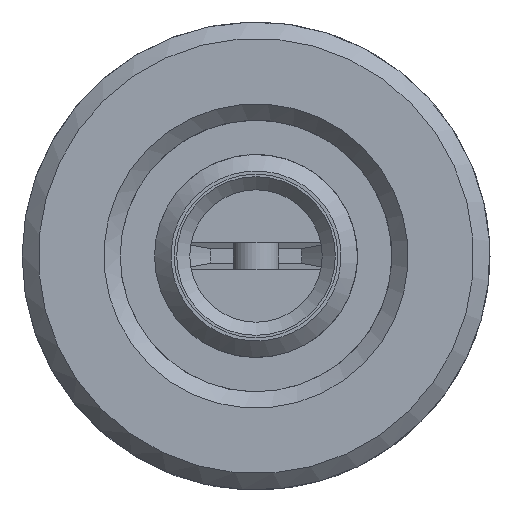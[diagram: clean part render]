
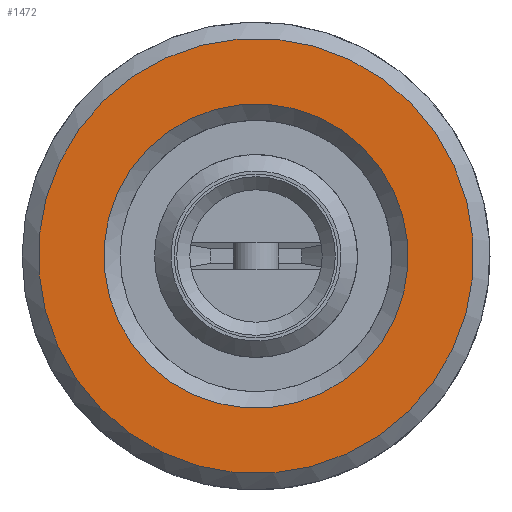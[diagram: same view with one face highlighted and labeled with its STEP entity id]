
A CAD part, front view. The second image highlights one B-rep face of the part: STEP entity #1472.
In plain terms, the highlighted planar face has unit normal (0, -1, 0).
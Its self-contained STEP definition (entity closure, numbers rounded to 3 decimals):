
#42=FACE_BOUND('',#212,.T.);
#64=PLANE('',#1605);
#132=FACE_OUTER_BOUND('',#211,.T.);
#211=EDGE_LOOP('',(#1274));
#212=EDGE_LOOP('',(#1275));
#262=CIRCLE('',#1604,4.65);
#263=CIRCLE('',#1606,6.65);
#642=VERTEX_POINT('',#22368);
#643=VERTEX_POINT('',#22372);
#857=EDGE_CURVE('',#642,#642,#262,.T.);
#858=EDGE_CURVE('',#643,#643,#263,.T.);
#1274=ORIENTED_EDGE('',*,*,#858,.F.);
#1275=ORIENTED_EDGE('',*,*,#857,.F.);
#1472=ADVANCED_FACE('',(#132,#42),#64,.T.);
#1604=AXIS2_PLACEMENT_3D('',#22370,#1879,#1880);
#1605=AXIS2_PLACEMENT_3D('',#22371,#1881,#1882);
#1606=AXIS2_PLACEMENT_3D('',#22373,#1883,#1884);
#1879=DIRECTION('center_axis',(0.,-1.,0.));
#1880=DIRECTION('ref_axis',(-1.,0.,0.));
#1881=DIRECTION('center_axis',(0.,-1.,0.));
#1882=DIRECTION('ref_axis',(0.,0.,
1.));
#1883=DIRECTION('center_axis',(0.,1.,0.));
#1884=DIRECTION('ref_axis',(-1.,0.,0.));
#22368=CARTESIAN_POINT('',(3.784,0.,2.702));
#22370=CARTESIAN_POINT('Origin',(0.,0.,
0.));
#22371=CARTESIAN_POINT('Origin',(6.65,0.,0.));
#22372=CARTESIAN_POINT('',(5.412,0.,-3.864));
#22373=CARTESIAN_POINT('Origin',(0.,0.,
0.));
